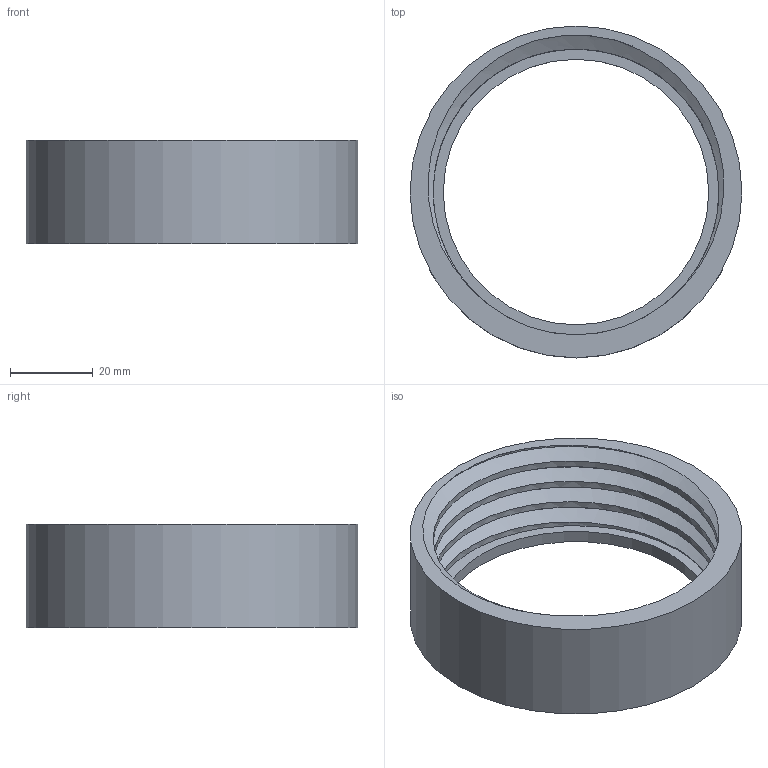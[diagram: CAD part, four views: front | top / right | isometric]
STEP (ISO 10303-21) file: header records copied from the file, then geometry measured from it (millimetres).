
FILE_DESCRIPTION(/* description */ ('','CAx-IF Rec.Pracs.---Representation and Presentation of Product Manufacturing Information (PMI)---4.0---2014-10-13'),/* implementation_level */ '2;1');
FILE_NAME(/* name */ 'FlavorReactor2.0_LID v1.step',/* time_stamp */ '2024-12-31T10:36:42+01:00',/* author */ (''),/* organization */ (''),/* preprocessor_version */ 'ST-DEVELOPER v20',/* originating_system */ 'Autodesk Translation Framework v13.20.0.188',/* authorisation */ '');
FILE_SCHEMA (('AP242_MANAGED_MODEL_BASED_3D_ENGINEERING_MIM_LF { 1 0 10303 442 1 1 4 }'));
Length unit declared in the file: millimetre
Products named in the file (1): FlavorReactor2.0_LID
Bounding box: 80 x 80 x 25 mm (x, y, z)
Volume: 27243.9 mm3; surface area: 18685.7 mm2
Topology: 1 solids, 1 shells, 17 faces, 42 edges, 28 vertices
Faces by surface type: cylinder 12, plane 3, bspline 2
Full cylindrical faces by diameter (mm): 64 x1, 68.905 x3, 75.621 x3, 80 x1
Entity records: 1988 total; most frequent: CARTESIAN_POINT 1586, ORIENTED_EDGE 84, DIRECTION 60, EDGE_CURVE 42, VERTEX_POINT 28, AXIS2_PLACEMENT_3D 25, B_SPLINE_CURVE_WITH_KNOTS 23, EDGE_LOOP 20
